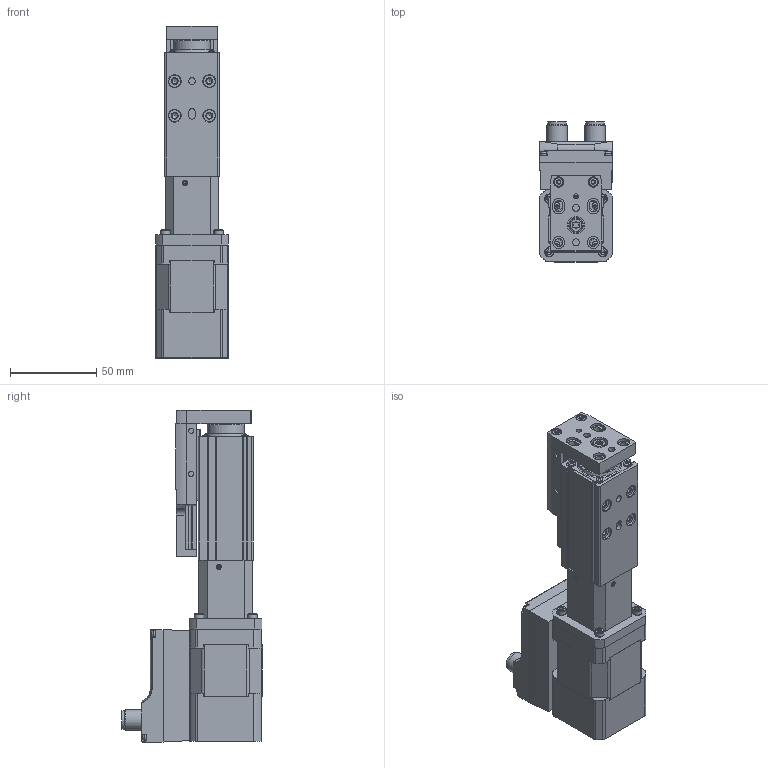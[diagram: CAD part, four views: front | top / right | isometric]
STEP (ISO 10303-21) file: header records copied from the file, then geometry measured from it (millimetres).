
FILE_DESCRIPTION(/* description */ ('STEP AP214'),/* implementation_level */ '2;1');
FILE_NAME(/* name */ '8083801_EGSS-BS-KF-32-25-8P-ST-M-H1-PLK-AA',/* time_stamp */ '2024-08-27T14:25:07+02:00',/* author */ ('License CC BY-ND 4.0'),/* organization */ ('CADENAS'),/* preprocessor_version */ 'ST-DEVELOPER v19.3',/* originating_system */ 'PARTsolutions',/* authorisation */ ' ');
FILE_SCHEMA (('AUTOMOTIVE_DESIGN {1 0 10303 214 3 1 1}'));
Length unit declared in the file: millimetre
Products named in the file (14): 8083801 EGSS-BS-KF-32-25-8P-ST-M-H1-PLK-AA---(0 high); 4809413 EGSC-BS-KF-32---(25_P); 340115 M5-ADVU; 8048309 EGSC-BS-KF-32---(S_25); 4582608 EAMM-A-V25-42A---(P); ISO-4762 M3x10; 8160579 EAMC-15-GB8-D5x7; 4953161 EAMC-15-GS8; ISO-4762 M2.5x8; ISO-4026 M3x4; 8141995 EAMC-15-GB8-D6x9-A; ISO 14579 M3x10(F); DIN-912 - M2x8(F); 8084400 EMCS-42---(high)
Assembly tree (19 placements, depth 2):
  8083801 EGSS-BS-KF-32-25-8P-ST-M-H1-PLK-AA---(0 high)
    4809413 EGSC-BS-KF-32---(25_P)
    340115 M5-ADVU
    8048309 EGSC-BS-KF-32---(S_25)
    4582608 EAMM-A-V25-42A---(P)
    ISO-4762 M3x10  x4
    8160579 EAMC-15-GB8-D5x7
    4953161 EAMC-15-GS8
    ISO-4762 M2.5x8
    ISO-4026 M3x4  x4
    8141995 EAMC-15-GB8-D6x9-A
    ISO 14579 M3x10(F)
    DIN-912 - M2x8(F)
    8084400 EMCS-42---(high)
Bounding box: 42.3 x 81.3 x 192.5 mm (x, y, z)
Volume: 312762.1 mm3; surface area: 79988.1 mm2
Topology: 19 solids, 19 shells, 1263 faces, 3096 edges, 1977 vertices
Faces by surface type: plane 605, cylinder 449, cone 181, torus 24, sphere 4
Full cylindrical faces by diameter (mm): 0.8 x8, 1.221 x2, 1.3 x1, 1.5 x4, 1.567 x1, 2 x6, 2.013 x2, 2.2 x4, 2.459 x9, 2.5 x2, 3 x14, 3.242 x8, 3.4 x4, 3.8 x1, 3.9 x4, 3.95 x1, 4 x5, 4.134 x1, 4.2 x1, 4.4 x4, 4.5 x3, 4.7 x4, 5 x2, 5.35 x2, 5.5 x7, 6 x3, 6.2 x1, 7 x6, 8 x2, 9.02 x2
Entity records: 36864 total; most frequent: CARTESIAN_POINT 5907, DIRECTION 5702, ORIENTED_EDGE 5008, EDGE_CURVE 2504, AXIS2_PLACEMENT_3D 2194, VERTEX_POINT 1763, FACE_BOUND 1519, EDGE_LOOP 1506
